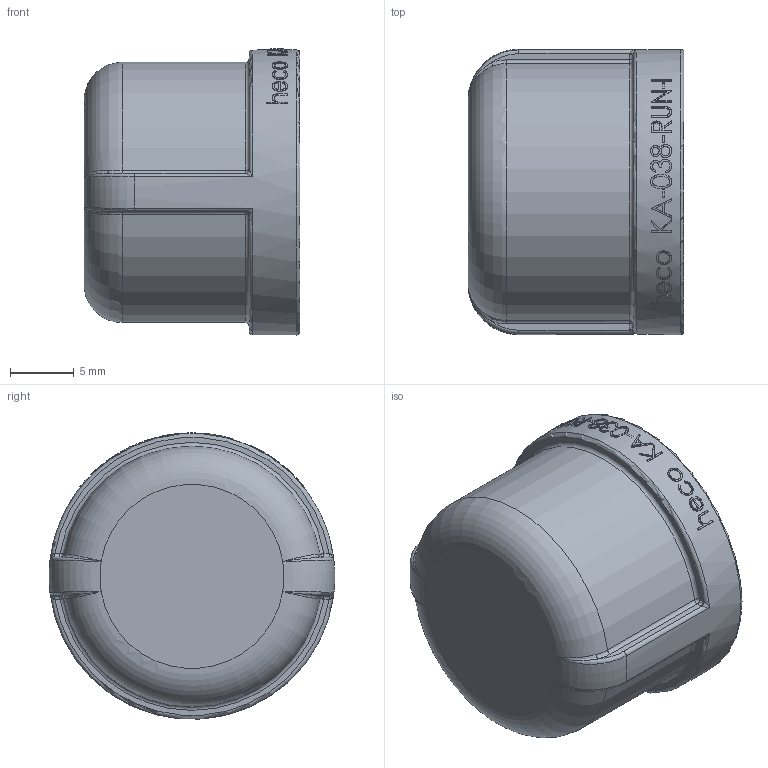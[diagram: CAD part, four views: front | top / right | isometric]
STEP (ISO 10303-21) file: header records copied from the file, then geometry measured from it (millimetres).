
FILE_DESCRIPTION (( 'STEP AP214' ), '1' );
FILE_NAME ('KA-038-RUN-I 2311.STEP', '2023-11-22T10:40:54', ( '' ), ( '' ), 'SwSTEP 2.0', 'SolidWorks 2019', '' );
FILE_SCHEMA (( 'AUTOMOTIVE_DESIGN' ));
Length unit declared in the file: millimetre
Products named in the file (1): KA-038-RUN-I 2311
Bounding box: 17 x 22.49 x 22.53 mm (x, y, z)
Volume: 2881.5 mm3; surface area: 2611.8 mm2
Topology: 1 solids, 1 shells, 254 faces, 644 edges, 409 vertices
Faces by surface type: bspline 125, plane 73, cylinder 40, torus 10, sphere 4, cone 2
Full cylindrical faces by diameter (mm): 14.95 x1, 16.862 x1, 22.5 x1
Entity records: 18571 total; most frequent: CARTESIAN_POINT 11571, ORIENTED_EDGE 1250, EDGE_CURVE 625, DIRECTION 595, VERTEX_POINT 405, B_SPLINE_CURVE_WITH_KNOTS 397, EDGE_LOOP 286, FACE_OUTER_BOUND 259
